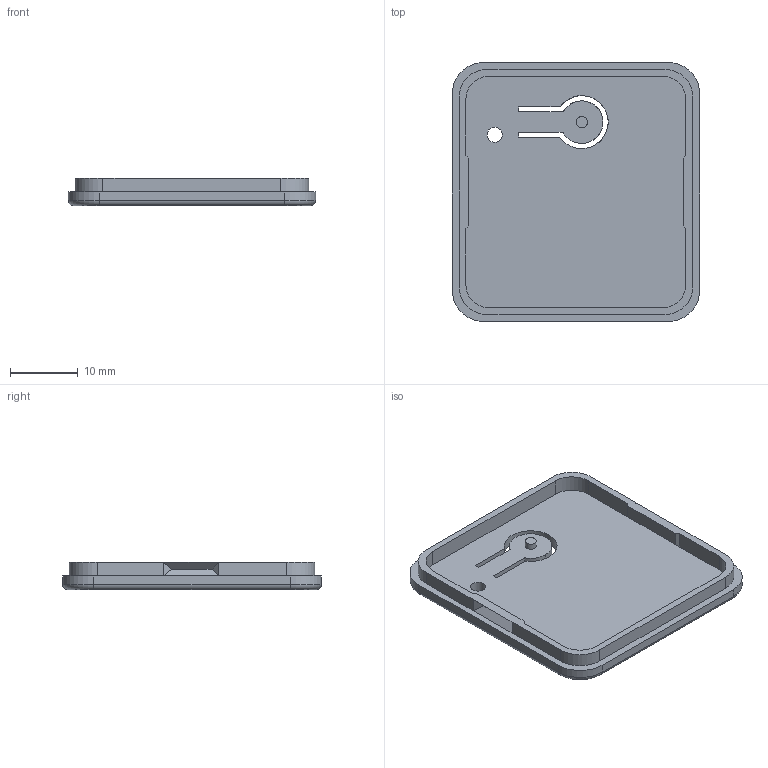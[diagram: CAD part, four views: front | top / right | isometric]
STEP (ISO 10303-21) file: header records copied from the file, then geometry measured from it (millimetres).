
FILE_DESCRIPTION(('HOOPS Exchange Step'),'2;1');
FILE_NAME('lid v4.1.stp','2025-03-30T17:00:54+10:00',('matty'),('Unknown organisation'),'HOOPS Exchange 2023.2','HOOPS Exchange','Unknown authorisation');
FILE_SCHEMA( ('AP203_CONFIGURATION_CONTROLLED_3D_DESIGN_OF_MECHANICAL_PARTS_AND_ASSEMBLIES_MIM_LF') );
Length unit declared in the file: millimetre
Products named in the file (1): Solid 118
Bounding box: 36.4 x 38.1 x 4 mm (x, y, z)
Volume: 2489.4 mm3; surface area: 3640.5 mm2
Topology: 1 solids, 1 shells, 70 faces, 186 edges, 121 vertices
Faces by surface type: plane 44, cylinder 22, torus 4
Full cylindrical faces by diameter (mm): 1.649 x1, 2.238 x1
Entity records: 2194 total; most frequent: DIRECTION 379, CARTESIAN_POINT 378, ORIENTED_EDGE 372, EDGE_CURVE 186, VECTOR 135, LINE 135, AXIS2_PLACEMENT_3D 122, VERTEX_POINT 121
